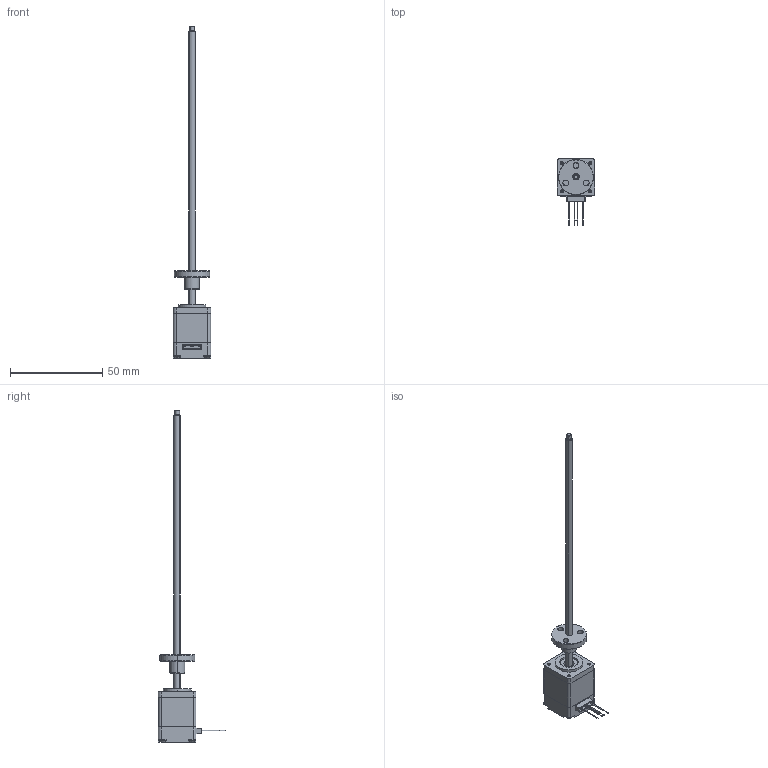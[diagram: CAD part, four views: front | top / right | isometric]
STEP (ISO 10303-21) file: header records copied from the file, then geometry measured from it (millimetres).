
FILE_DESCRIPTION (( 'STEP AP203' ), '1' );
FILE_NAME ('LE081K-E03006-150-AR0-S-040.STEP', '2018-08-09T02:32:49', ( '' ), ( '' ), 'SwSTEP 2.0', 'SolidWorks 2014', '' );
FILE_SCHEMA (( 'CONFIG_CONTROL_DESIGN' ));
Length unit declared in the file: millimetre
Products named in the file (1): LE081K-E03006-150-AR0-S-040
Bounding box: 20.3 x 36.3 x 179.8 mm (x, y, z)
Surface area: 6102.7 mm2 (no closed solid volume)
Topology: 0 solids, 10 shells, 223 faces, 616 edges, 406 vertices
Faces by surface type: plane 133, cylinder 70, cone 10, bspline 8, torus 2
Entity records: 7264 total; most frequent: CARTESIAN_POINT 1582, DIRECTION 1160, ORIENTED_EDGE 1102, EDGE_CURVE 616, VERTEX_POINT 406, AXIS2_PLACEMENT_3D 400, LINE 360, VECTOR 360
